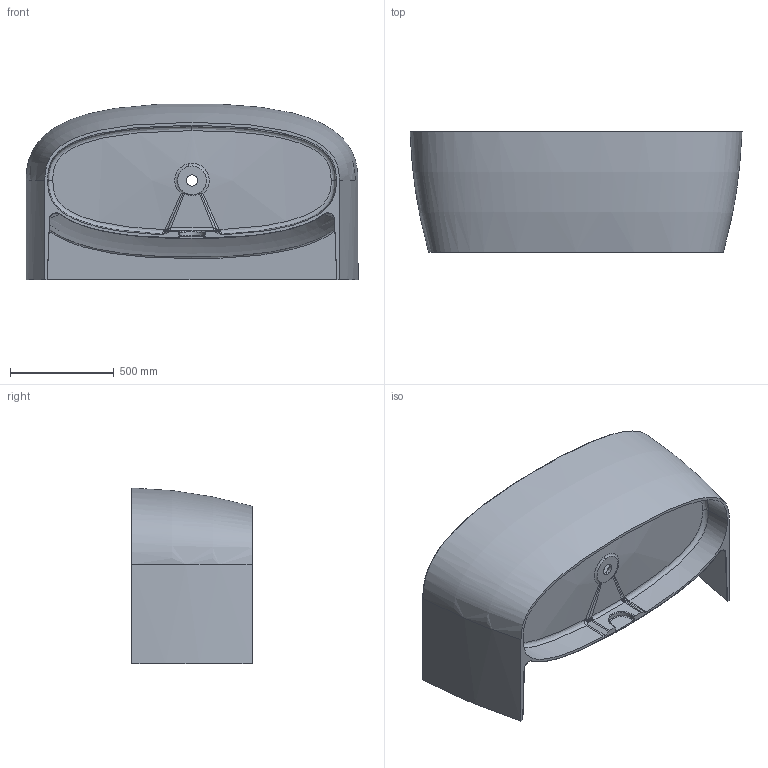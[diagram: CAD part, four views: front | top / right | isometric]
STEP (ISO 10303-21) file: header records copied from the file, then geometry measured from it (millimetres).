
FILE_DESCRIPTION (( 'STEP AP214' ), '1' );
FILE_NAME ('Anna.STEP', '2022-01-24T09:38:09', ( '' ), ( '' ), 'SwSTEP 2.0', 'SolidWorks 2020', '' );
FILE_SCHEMA (( 'AUTOMOTIVE_DESIGN' ));
Length unit declared in the file: millimetre
Products named in the file (1): Anna
Bounding box: 1600 x 580 x 848.03 mm (x, y, z)
Volume: 84356934.7 mm3; surface area: 6806291.2 mm2
Topology: 1 solids, 1 shells, 116 faces, 293 edges, 182 vertices
Faces by surface type: bspline 79, plane 17, cylinder 14, sphere 4, cone 2
Entity records: 16869 total; most frequent: CARTESIAN_POINT 14653, ORIENTED_EDGE 586, EDGE_CURVE 293, DIRECTION 270, VERTEX_POINT 182, B_SPLINE_CURVE_WITH_KNOTS 147, EDGE_LOOP 121, ADVANCED_FACE 116
